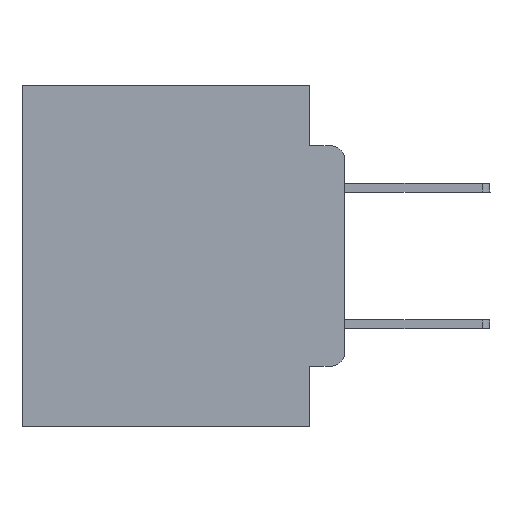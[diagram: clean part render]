
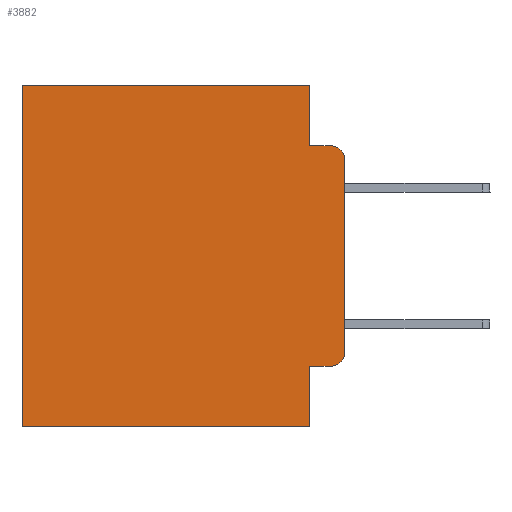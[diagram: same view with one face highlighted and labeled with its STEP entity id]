
A CAD part, left-side view. The second image highlights one B-rep face of the part: STEP entity #3882.
In plain terms, the highlighted planar face has unit normal (-1, 0, 0).
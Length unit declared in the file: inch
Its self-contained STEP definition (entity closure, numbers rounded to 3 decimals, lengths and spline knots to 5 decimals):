
#43 = VECTOR ( 'NONE', #13710, 39.37008 ) ;
#1074 = EDGE_CURVE ( 'NONE', #18387, #14748, #21107, .T. ) ;
#1309 = CARTESIAN_POINT ( 'NONE',  ( 0.298, 0.02, -0.3915 ) ) ;
#1442 = LINE ( 'NONE', #20385, #43 ) ;
#1961 = CARTESIAN_POINT ( 'NONE',  ( 0.298, 0.051, -0.4115 ) ) ;
#1978 = CARTESIAN_POINT ( 'NONE',  ( 0.298, 0., 0. ) ) ;
#2093 = CARTESIAN_POINT ( 'NONE',  ( 0.298, 0.051, 0. ) ) ;
#2224 = EDGE_CURVE ( 'NONE', #27561, #24672, #24129, .T. ) ;
#2703 = LINE ( 'NONE', #2093, #4405 ) ;
#3281 = ORIENTED_EDGE ( 'NONE', *, *, #8685, .T. ) ;
#3564 = PLANE ( 'NONE',  #26923 ) ;
#3882 = ADVANCED_FACE ( 'NONE', ( #15896 ), #3564, .F. ) ;
#4405 = VECTOR ( 'NONE', #5893, 39.37008 ) ;
#5120 = EDGE_CURVE ( 'NONE', #22466, #9848, #2703, .T. ) ;
#5217 = ORIENTED_EDGE ( 'NONE', *, *, #13471, .F. ) ;
#5672 = VERTEX_POINT ( 'NONE', #6153 ) ;
#5893 = DIRECTION ( 'NONE',  ( 0., 0., -1. ) ) ;
#6141 = ORIENTED_EDGE ( 'NONE', *, *, #9970, .F. ) ;
#6153 = CARTESIAN_POINT ( 'NONE',  ( 0.298, 0.02, -0.0885 ) ) ;
#6748 = LINE ( 'NONE', #1978, #14352 ) ;
#7054 = DIRECTION ( 'NONE',  ( 0., 0., -1. ) ) ;
#7095 = CARTESIAN_POINT ( 'NONE',  ( 0.298, 0.473, -0.5 ) ) ;
#7257 = EDGE_CURVE ( 'NONE', #18387, #27561, #6748, .T. ) ;
#7943 = CARTESIAN_POINT ( 'NONE',  ( 0.298, 0., -0.3915 ) ) ;
#8305 = VECTOR ( 'NONE', #17378, 39.37008 ) ;
#8443 = ORIENTED_EDGE ( 'NONE', *, *, #5120, .F. ) ;
#8635 = DIRECTION ( 'NONE',  ( 0., 0., -1. ) ) ;
#8685 = EDGE_CURVE ( 'NONE', #16532, #5672, #10477, .T. ) ;
#8834 = EDGE_CURVE ( 'NONE', #22466, #26305, #1442, .T. ) ;
#8969 = VECTOR ( 'NONE', #14910, 39.37008 ) ;
#9171 = LINE ( 'NONE', #15376, #17803 ) ;
#9848 = VERTEX_POINT ( 'NONE', #23094 ) ;
#9970 = EDGE_CURVE ( 'NONE', #9848, #24672, #22758, .T. ) ;
#10004 = EDGE_LOOP ( 'NONE', ( #5217, #3281, #21085, #20544, #11982, #13953, #6141, #8443, #28258, #11130 ) ) ;
#10444 = DIRECTION ( 'NONE',  ( 0., 0., -1. ) ) ;
#10477 = CIRCLE ( 'NONE', #20404, 0.02 ) ;
#10638 = DIRECTION ( 'NONE',  ( 0., -1., 0. ) ) ;
#10799 = CARTESIAN_POINT ( 'NONE',  ( 0.298, 0.473, 0. ) ) ;
#11130 = ORIENTED_EDGE ( 'NONE', *, *, #17392, .T. ) ;
#11982 = ORIENTED_EDGE ( 'NONE', *, *, #7257, .T. ) ;
#12918 = CARTESIAN_POINT ( 'NONE',  ( 0.298, 0.051, 0. ) ) ;
#13088 = CARTESIAN_POINT ( 'NONE',  ( 0.298, 0.473, 0. ) ) ;
#13471 = EDGE_CURVE ( 'NONE', #16532, #20104, #27413, .T. ) ;
#13710 = DIRECTION ( 'NONE',  ( 0., -1., 0. ) ) ;
#13953 = ORIENTED_EDGE ( 'NONE', *, *, #2224, .T. ) ;
#14326 = VECTOR ( 'NONE', #28627, 39.37008 ) ;
#14352 = VECTOR ( 'NONE', #17463, 39.37008 ) ;
#14748 = VERTEX_POINT ( 'NONE', #20835 ) ;
#14889 = CARTESIAN_POINT ( 'NONE',  ( 0.298, 0., 0. ) ) ;
#14910 = DIRECTION ( 'NONE',  ( 0., 1., 0. ) ) ;
#15376 = CARTESIAN_POINT ( 'NONE',  ( 0.298, 0.051, -0.0885 ) ) ;
#15440 = CARTESIAN_POINT ( 'NONE',  ( 0.298, 0., -0.1085 ) ) ;
#15896 = FACE_OUTER_BOUND ( 'NONE', #10004, .T. ) ;
#16532 = VERTEX_POINT ( 'NONE', #15440 ) ;
#17135 = CARTESIAN_POINT ( 'NONE',  ( 0.298, 0., -0.5 ) ) ;
#17323 = VECTOR ( 'NONE', #7054, 39.37008 ) ;
#17378 = DIRECTION ( 'NONE',  ( 0., 0., -1. ) ) ;
#17392 = EDGE_CURVE ( 'NONE', #26305, #20104, #24018, .T. ) ;
#17463 = DIRECTION ( 'NONE',  ( 0., 1., 0. ) ) ;
#17513 = DIRECTION ( 'NONE',  ( -1., 0., 0. ) ) ;
#17739 = EDGE_CURVE ( 'NONE', #14748, #5672, #9171, .T. ) ;
#17803 = VECTOR ( 'NONE', #10638, 39.37008 ) ;
#18387 = VERTEX_POINT ( 'NONE', #12918 ) ;
#19128 = DIRECTION ( 'NONE',  ( 1., 0., 0. ) ) ;
#19225 = DIRECTION ( 'NONE',  ( 0., 0., -1. ) ) ;
#19327 = DIRECTION ( 'NONE',  ( -1., 0., 0. ) ) ;
#20104 = VERTEX_POINT ( 'NONE', #7943 ) ;
#20385 = CARTESIAN_POINT ( 'NONE',  ( 0.298, 0.051, -0.4115 ) ) ;
#20404 = AXIS2_PLACEMENT_3D ( 'NONE', #26646, #17513, #8635 ) ;
#20544 = ORIENTED_EDGE ( 'NONE', *, *, #1074, .F. ) ;
#20835 = CARTESIAN_POINT ( 'NONE',  ( 0.298, 0.051, -0.0885 ) ) ;
#21085 = ORIENTED_EDGE ( 'NONE', *, *, #17739, .F. ) ;
#21107 = LINE ( 'NONE', #22665, #17323 ) ;
#22466 = VERTEX_POINT ( 'NONE', #1961 ) ;
#22665 = CARTESIAN_POINT ( 'NONE',  ( 0.298, 0.051, 0. ) ) ;
#22758 = LINE ( 'NONE', #17135, #8969 ) ;
#23094 = CARTESIAN_POINT ( 'NONE',  ( 0.298, 0.051, -0.5 ) ) ;
#24018 = CIRCLE ( 'NONE', #26640, 0.02 ) ;
#24129 = LINE ( 'NONE', #10799, #8305 ) ;
#24195 = CARTESIAN_POINT ( 'NONE',  ( 0.298, 0., 0. ) ) ;
#24350 = CARTESIAN_POINT ( 'NONE',  ( 0.298, 0.02, -0.4115 ) ) ;
#24672 = VERTEX_POINT ( 'NONE', #7095 ) ;
#26305 = VERTEX_POINT ( 'NONE', #24350 ) ;
#26640 = AXIS2_PLACEMENT_3D ( 'NONE', #1309, #19327, #19225 ) ;
#26646 = CARTESIAN_POINT ( 'NONE',  ( 0.298, 0.02, -0.1085 ) ) ;
#26923 = AXIS2_PLACEMENT_3D ( 'NONE', #14889, #19128, #10444 ) ;
#27413 = LINE ( 'NONE', #24195, #14326 ) ;
#27561 = VERTEX_POINT ( 'NONE', #13088 ) ;
#28258 = ORIENTED_EDGE ( 'NONE', *, *, #8834, .T. ) ;
#28627 = DIRECTION ( 'NONE',  ( 0., 0., -1. ) ) ;
